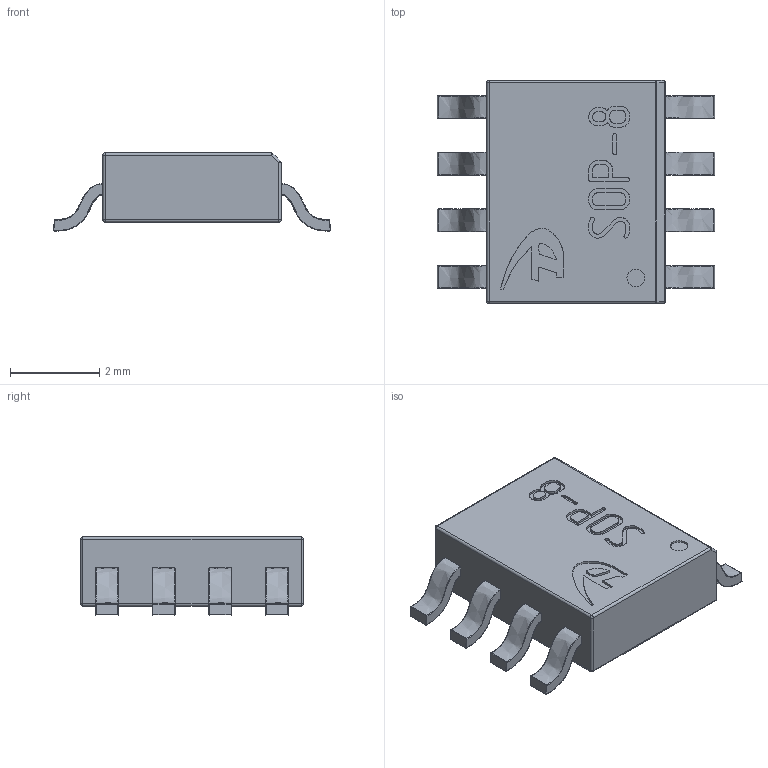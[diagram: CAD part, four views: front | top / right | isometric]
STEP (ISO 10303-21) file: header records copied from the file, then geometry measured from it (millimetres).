
FILE_DESCRIPTION(('STEP AP242'), '1');
FILE_NAME('SOP-8', '', ('UNSPECIFIED'), ('UNSPECIFIED'), 'C3D Converter', 'C3D Toolkit', '');
FILE_SCHEMA(('AP242_MANAGED_MODEL_BASED_3D_ENGINEERING_MIM_LF { 1 0 10303 442 1 1 4 }'));
Length unit declared in the file: millimetre
Bounding box: 6.22 x 5 x 1.75 mm (x, y, z)
Volume: 31.6 mm3; surface area: 86 mm2
Topology: 1 solids, 5 shells, 333 faces, 850 edges, 498 vertices
Faces by surface type: plane 98, extrusion 97, bspline 96, cylinder 32, sphere 10
Full cylindrical faces by diameter (mm): 0.4 x1
Entity records: 25589 total; most frequent: CARTESIAN_POINT 15992, ORIENTED_EDGE 1576, DIRECTION 989, EDGE_CURVE 804, VERTEX_POINT 496, VECTOR 483, B_SPLINE_CURVE_WITH_KNOTS 404, LINE 386
